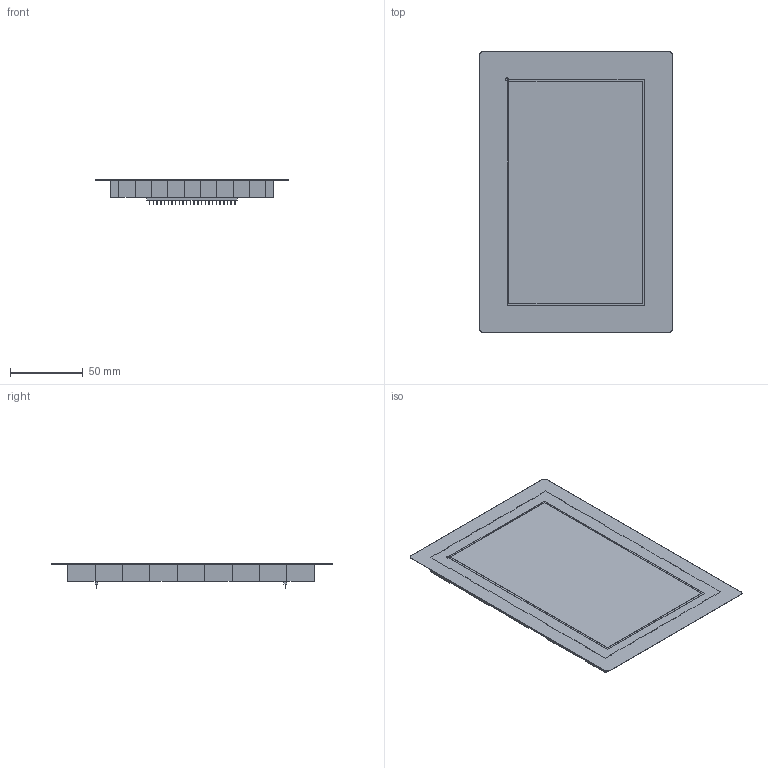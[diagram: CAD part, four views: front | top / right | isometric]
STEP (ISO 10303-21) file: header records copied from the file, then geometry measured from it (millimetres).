
FILE_DESCRIPTION(('FreeCAD Model'),'2;1');
FILE_NAME('Fillet_sp.step','2017-08-26T19:51:30', ('kicad StepUp'),('ksu MCAD'),'Open CASCADE STEP processor 7.1', 'FreeCAD','Unknown');
FILE_SCHEMA(('AUTOMOTIVE_DESIGN { 1 0 10303 214 1 1 1 1 }'));
Length unit declared in the file: millimetre
Products named in the file (1): Fillet_sp
Bounding box: 132 x 193 x 17.4 mm (x, y, z)
Volume: 234858.9 mm3; surface area: 59022.7 mm2
Topology: 1 solids, 1 shells, 427 faces, 1037 edges, 665 vertices
Faces by surface type: plane 345, cylinder 82
Entity records: 8148 total; most frequent: ORIENTED_EDGE 1668, EDGE_CURVE 1037, LINE 946, CARTESIAN_POINT 931, VERTEX_POINT 665, AXIS2_PLACEMENT_3D 511, FACE_BOUND 480, EDGE_LOOP 480
